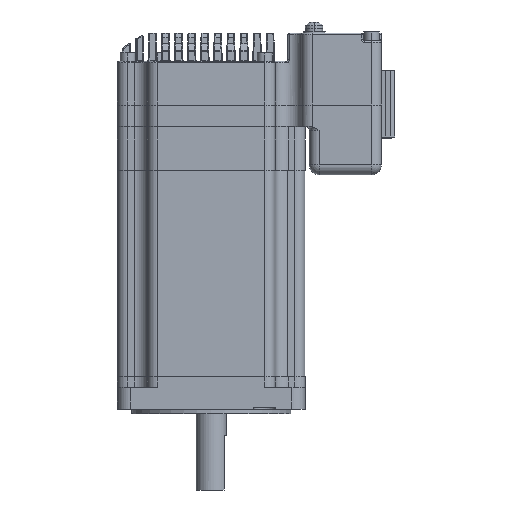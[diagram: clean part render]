
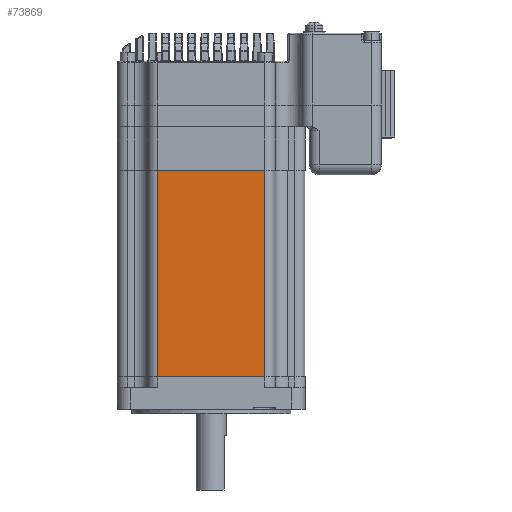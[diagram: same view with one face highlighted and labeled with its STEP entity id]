
A CAD part, front view. The second image highlights one B-rep face of the part: STEP entity #73869.
In plain terms, the highlighted planar face has unit normal (0, -1, 0).
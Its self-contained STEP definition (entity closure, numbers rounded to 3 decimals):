
#1796 = FACE_OUTER_BOUND ( 'NONE', #16993, .T. ) ;
#16465 = DIRECTION ( 'NONE',  ( 0., 0., -1. ) ) ;
#16993 = EDGE_LOOP ( 'NONE', ( #85131, #89108, #19074, #85285 ) ) ;
#19074 = ORIENTED_EDGE ( 'NONE', *, *, #21688, .T. ) ;
#21688 = EDGE_CURVE ( 'NONE', #154942, #118960, #112985, .T. ) ;
#21765 = CARTESIAN_POINT ( 'NONE',  ( -24.55, -42.85, 94.5 ) ) ;
#22292 = LINE ( 'NONE', #35942, #146481 ) ;
#24832 = EDGE_CURVE ( 'NONE', #118960, #111296, #149606, .T. ) ;
#29844 = VECTOR ( 'NONE', #16465, 1000. ) ;
#31735 = CARTESIAN_POINT ( 'NONE',  ( 24.55, -42.85, 0. ) ) ;
#35942 = CARTESIAN_POINT ( 'NONE',  ( 0., -42.85, 0. ) ) ;
#44791 = VECTOR ( 'NONE', #88820, 1000. ) ;
#49029 = CARTESIAN_POINT ( 'NONE',  ( 0., -42.85, 94.5 ) ) ;
#49482 = DIRECTION ( 'NONE',  ( 0., -1., 0. ) ) ;
#73869 = ADVANCED_FACE ( 'NONE', ( #1796 ), #126766, .T. ) ;
#75082 = VERTEX_POINT ( 'NONE', #31735 ) ;
#85131 = ORIENTED_EDGE ( 'NONE', *, *, #153634, .F. ) ;
#85285 = ORIENTED_EDGE ( 'NONE', *, *, #24832, .T. ) ;
#88820 = DIRECTION ( 'NONE',  ( -1., 0., 0. ) ) ;
#89108 = ORIENTED_EDGE ( 'NONE', *, *, #162200, .F. ) ;
#98140 = LINE ( 'NONE', #131252, #29844 ) ;
#111296 = VERTEX_POINT ( 'NONE', #157302 ) ;
#111407 = DIRECTION ( 'NONE',  ( 0., 0., -1. ) ) ;
#112985 = LINE ( 'NONE', #49029, #44791 ) ;
#113952 = CARTESIAN_POINT ( 'NONE',  ( 0., -42.85, 94.5 ) ) ;
#115982 = CARTESIAN_POINT ( 'NONE',  ( -24.55, -42.85, 94.5 ) ) ;
#118960 = VERTEX_POINT ( 'NONE', #115982 ) ;
#123550 = VECTOR ( 'NONE', #111407, 1000. ) ;
#126766 = PLANE ( 'NONE',  #143065 ) ;
#131252 = CARTESIAN_POINT ( 'NONE',  ( 24.55, -42.85, 94.5 ) ) ;
#133233 = CARTESIAN_POINT ( 'NONE',  ( 24.55, -42.85, 94.5 ) ) ;
#139684 = DIRECTION ( 'NONE',  ( 0., 0., -1. ) ) ;
#143065 = AXIS2_PLACEMENT_3D ( 'NONE', #113952, #49482, #139684 ) ;
#146481 = VECTOR ( 'NONE', #163588, 1000. ) ;
#149606 = LINE ( 'NONE', #21765, #123550 ) ;
#153634 = EDGE_CURVE ( 'NONE', #75082, #111296, #22292, .T. ) ;
#154942 = VERTEX_POINT ( 'NONE', #133233 ) ;
#157302 = CARTESIAN_POINT ( 'NONE',  ( -24.55, -42.85, 0. ) ) ;
#162200 = EDGE_CURVE ( 'NONE', #154942, #75082, #98140, .T. ) ;
#163588 = DIRECTION ( 'NONE',  ( -1., 0., 0. ) ) ;
